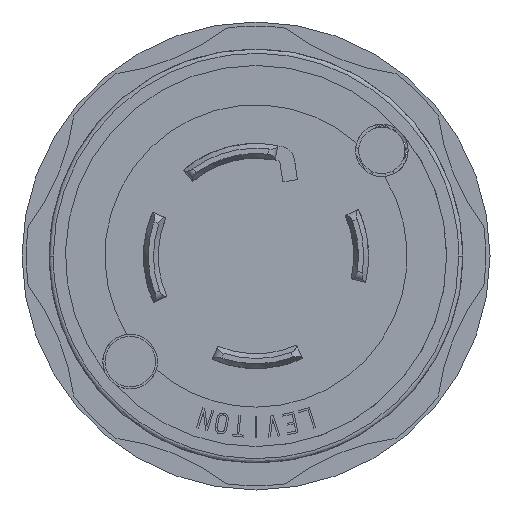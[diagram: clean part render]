
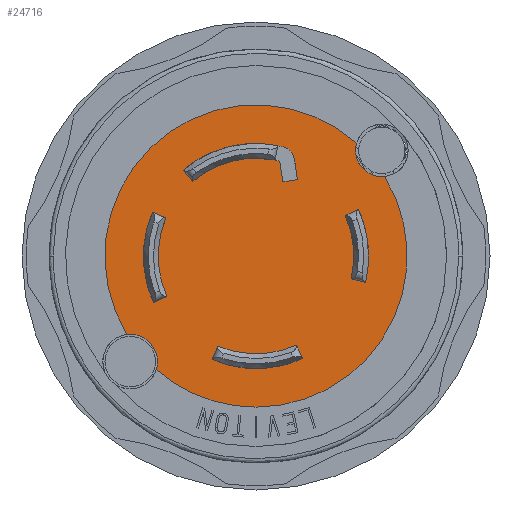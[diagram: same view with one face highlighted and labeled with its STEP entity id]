
A CAD part, left-side view. The second image highlights one B-rep face of the part: STEP entity #24716.
In plain terms, the highlighted planar face has unit normal (-1, 0, 0).
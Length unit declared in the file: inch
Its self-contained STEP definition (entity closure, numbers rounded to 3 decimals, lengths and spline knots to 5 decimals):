
#87 = EDGE_CURVE ( 'NONE', #18146, #3080, #7699, .T. ) ;
#371 = EDGE_LOOP ( 'NONE', ( #16932, #14882, #35144, #13390, #20950, #16180, #26340 ) ) ;
#720 = AXIS2_PLACEMENT_3D ( 'NONE', #17739, #8884, #5884 ) ;
#1135 = CARTESIAN_POINT ( 'NONE',  ( -0.23505, 0.59828, -0.37206 ) ) ;
#1199 = CARTESIAN_POINT ( 'NONE',  ( -0.23505, 0., 0. ) ) ;
#1200 = DIRECTION ( 'NONE',  ( 0., 0., 1. ) ) ;
#1267 = EDGE_CURVE ( 'NONE', #32254, #21069, #11773, .T. ) ;
#1714 = LINE ( 'NONE', #33156, #31865 ) ;
#2247 = EDGE_CURVE ( 'NONE', #13987, #4417, #35614, .T. ) ;
#3080 = VERTEX_POINT ( 'NONE', #1135 ) ;
#3137 = CARTESIAN_POINT ( 'NONE',  ( -0.23505, -0.47809, 0.53635 ) ) ;
#3502 = CARTESIAN_POINT ( 'NONE',  ( -0.23505, 0.47399, -0.53997 ) ) ;
#3601 = CIRCLE ( 'NONE', #4425, 0.535 ) ;
#4278 = CARTESIAN_POINT ( 'NONE',  ( -0.23505, -0.59828, 0.50202 ) ) ;
#4417 = VERTEX_POINT ( 'NONE', #3137 ) ;
#4425 = AXIS2_PLACEMENT_3D ( 'NONE', #27357, #24319, #17879 ) ;
#5444 = VERTEX_POINT ( 'NONE', #33523 ) ;
#5743 = CARTESIAN_POINT ( 'NONE',  ( -0.23505, 0.42804, 0.18169 ) ) ;
#5884 = DIRECTION ( 'NONE',  ( 0., 0., 1. ) ) ;
#6527 = ORIENTED_EDGE ( 'NONE', *, *, #28186, .T. ) ;
#6669 = EDGE_CURVE ( 'NONE', #5444, #13987, #20340, .T. ) ;
#6705 = CARTESIAN_POINT ( 'NONE',  ( -0.23505, 0., 0. ) ) ;
#7143 = FACE_OUTER_BOUND ( 'NONE', #371, .T. ) ;
#7699 = CIRCLE ( 'NONE', #15232, 0.12995 ) ;
#7726 = DIRECTION ( 'NONE',  ( 0., 0., 1. ) ) ;
#8030 = EDGE_CURVE ( 'NONE', #21069, #5444, #21925, .T. ) ;
#8237 = ORIENTED_EDGE ( 'NONE', *, *, #9472, .T. ) ;
#8357 = AXIS2_PLACEMENT_3D ( 'NONE', #4278, #16546, #25769 ) ;
#8741 = VERTEX_POINT ( 'NONE', #9623 ) ;
#8857 = AXIS2_PLACEMENT_3D ( 'NONE', #12088, #23800, #21298 ) ;
#8884 = DIRECTION ( 'NONE',  ( 1., 0., 0. ) ) ;
#9279 = ORIENTED_EDGE ( 'NONE', *, *, #30810, .T. ) ;
#9472 = EDGE_CURVE ( 'NONE', #29653, #8741, #17006, .T. ) ;
#9623 = CARTESIAN_POINT ( 'NONE',  ( -0.23505, 0.45215, -0.10855 ) ) ;
#10364 = AXIS2_PLACEMENT_3D ( 'NONE', #34519, #32495, #23166 ) ;
#10903 = FACE_BOUND ( 'NONE', #36363, .T. ) ;
#11006 = AXIS2_PLACEMENT_3D ( 'NONE', #22260, #19640, #1200 ) ;
#11410 = CARTESIAN_POINT ( 'NONE',  ( -0.23505, 0., -0.7185 ) ) ;
#11773 = CIRCLE ( 'NONE', #35910, 0.7185 ) ;
#12088 = CARTESIAN_POINT ( 'NONE',  ( -0.23505, -0.59828, 0.50202 ) ) ;
#12751 = EDGE_CURVE ( 'NONE', #3080, #32254, #39092, .T. ) ;
#13390 = ORIENTED_EDGE ( 'NONE', *, *, #87, .T. ) ;
#13987 = VERTEX_POINT ( 'NONE', #21766 ) ;
#14882 = ORIENTED_EDGE ( 'NONE', *, *, #2247, .T. ) ;
#15082 = DIRECTION ( 'NONE',  ( 0., 0.972, -0.233 ) ) ;
#15232 = AXIS2_PLACEMENT_3D ( 'NONE', #25663, #25524, #7726 ) ;
#16180 = ORIENTED_EDGE ( 'NONE', *, *, #1267, .T. ) ;
#16324 = PLANE ( 'NONE',  #11006 ) ;
#16546 = DIRECTION ( 'NONE',  ( 1., 0., 0. ) ) ;
#16932 = ORIENTED_EDGE ( 'NONE', *, *, #6669, .T. ) ;
#17006 = CIRCLE ( 'NONE', #27568, 0.465 ) ;
#17739 = CARTESIAN_POINT ( 'NONE',  ( -0.23505, 0.59828, -0.50202 ) ) ;
#17879 = DIRECTION ( 'NONE',  ( 0., 0., -1. ) ) ;
#18002 = CARTESIAN_POINT ( 'NONE',  ( -0.23505, 0., 0. ) ) ;
#18146 = VERTEX_POINT ( 'NONE', #38346 ) ;
#19640 = DIRECTION ( 'NONE',  ( -1., 0., 0. ) ) ;
#20340 = CIRCLE ( 'NONE', #8857, 0.125 ) ;
#20546 = DIRECTION ( 'NONE',  ( 0., 0., -1. ) ) ;
#20950 = ORIENTED_EDGE ( 'NONE', *, *, #12751, .T. ) ;
#21068 = ORIENTED_EDGE ( 'NONE', *, *, #34097, .T. ) ;
#21069 = VERTEX_POINT ( 'NONE', #11410 ) ;
#21298 = DIRECTION ( 'NONE',  ( 0., 0., 1. ) ) ;
#21343 = CIRCLE ( 'NONE', #10364, 0.7185 ) ;
#21766 = CARTESIAN_POINT ( 'NONE',  ( -0.23505, -0.59828, 0.37702 ) ) ;
#21838 = EDGE_CURVE ( 'NONE', #4417, #18146, #21343, .T. ) ;
#21925 = CIRCLE ( 'NONE', #32535, 0.7185 ) ;
#22260 = CARTESIAN_POINT ( 'NONE',  ( -0.23505, -0.964, 0. ) ) ;
#22513 = VERTEX_POINT ( 'NONE', #29409 ) ;
#23166 = DIRECTION ( 'NONE',  ( 0., 0., -1. ) ) ;
#23800 = DIRECTION ( 'NONE',  ( 1., 0., 0. ) ) ;
#24319 = DIRECTION ( 'NONE',  ( 1., 0., 0. ) ) ;
#24716 = ADVANCED_FACE ( 'NONE', ( #10903, #7143 ), #16324, .T. ) ;
#25524 = DIRECTION ( 'NONE',  ( 1., 0., 0. ) ) ;
#25663 = CARTESIAN_POINT ( 'NONE',  ( -0.23505, 0.59828, -0.50202 ) ) ;
#25769 = DIRECTION ( 'NONE',  ( 0., 0., 1. ) ) ;
#26340 = ORIENTED_EDGE ( 'NONE', *, *, #8030, .T. ) ;
#26980 = DIRECTION ( 'NONE',  ( -1., 0., 0. ) ) ;
#27357 = CARTESIAN_POINT ( 'NONE',  ( -0.23505, 0., 0. ) ) ;
#27568 = AXIS2_PLACEMENT_3D ( 'NONE', #1199, #28555, #28695 ) ;
#27776 = DIRECTION ( 'NONE',  ( -1., 0., 0. ) ) ;
#28186 = EDGE_CURVE ( 'NONE', #39046, #29653, #28935, .T. ) ;
#28555 = DIRECTION ( 'NONE',  ( -1., 0., 0. ) ) ;
#28695 = DIRECTION ( 'NONE',  ( 0., 0., -1. ) ) ;
#28935 = LINE ( 'NONE', #31600, #35078 ) ;
#29314 = DIRECTION ( 'NONE',  ( 0., -0.921, -0.391 ) ) ;
#29409 = CARTESIAN_POINT ( 'NONE',  ( -0.23505, 0.52022, -0.12489 ) ) ;
#29653 = VERTEX_POINT ( 'NONE', #5743 ) ;
#30056 = CARTESIAN_POINT ( 'NONE',  ( -0.23505, 0.49247, 0.20904 ) ) ;
#30810 = EDGE_CURVE ( 'NONE', #22513, #39046, #3601, .T. ) ;
#30823 = DIRECTION ( 'NONE',  ( 0., 0., -1. ) ) ;
#31600 = CARTESIAN_POINT ( 'NONE',  ( -0.23505, 0.49247, 0.20904 ) ) ;
#31865 = VECTOR ( 'NONE', #15082, 39.37008 ) ;
#32254 = VERTEX_POINT ( 'NONE', #3502 ) ;
#32495 = DIRECTION ( 'NONE',  ( -1., 0., 0. ) ) ;
#32535 = AXIS2_PLACEMENT_3D ( 'NONE', #18002, #26980, #20546 ) ;
#33156 = CARTESIAN_POINT ( 'NONE',  ( -0.23505, 0.45215, -0.10855 ) ) ;
#33523 = CARTESIAN_POINT ( 'NONE',  ( -0.23505, -0.61122, 0.37769 ) ) ;
#34097 = EDGE_CURVE ( 'NONE', #8741, #22513, #1714, .T. ) ;
#34519 = CARTESIAN_POINT ( 'NONE',  ( -0.23505, 0., 0. ) ) ;
#35078 = VECTOR ( 'NONE', #29314, 39.37008 ) ;
#35144 = ORIENTED_EDGE ( 'NONE', *, *, #21838, .T. ) ;
#35614 = CIRCLE ( 'NONE', #8357, 0.125 ) ;
#35910 = AXIS2_PLACEMENT_3D ( 'NONE', #6705, #27776, #30823 ) ;
#36363 = EDGE_LOOP ( 'NONE', ( #6527, #8237, #21068, #9279 ) ) ;
#38346 = CARTESIAN_POINT ( 'NONE',  ( -0.23505, 0.61408, -0.37303 ) ) ;
#39046 = VERTEX_POINT ( 'NONE', #30056 ) ;
#39092 = CIRCLE ( 'NONE', #720, 0.12995 ) ;
